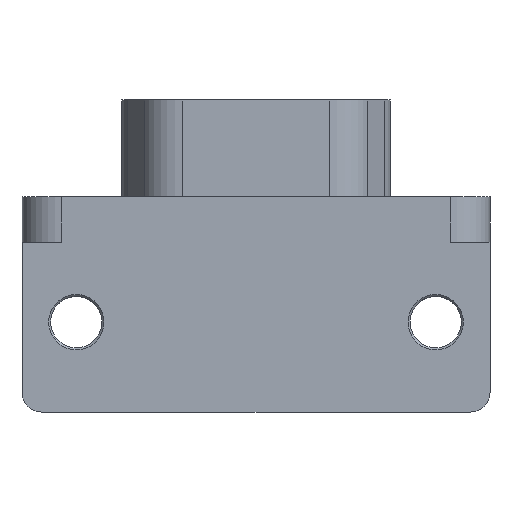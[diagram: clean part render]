
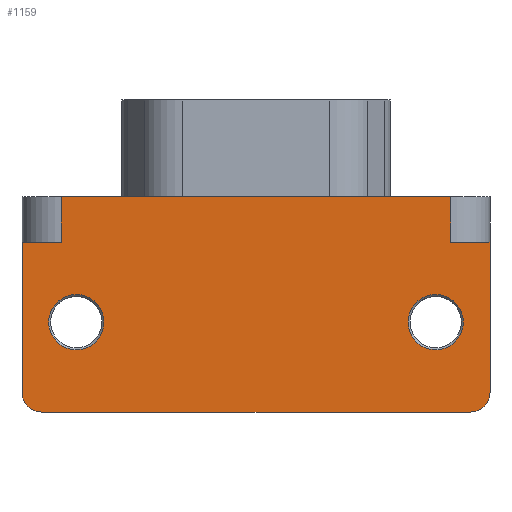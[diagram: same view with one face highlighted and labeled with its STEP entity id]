
A CAD part, front view. The second image highlights one B-rep face of the part: STEP entity #1159.
In plain terms, the highlighted planar face has unit normal (0, -1, 0).
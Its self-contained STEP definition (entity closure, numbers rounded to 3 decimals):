
#625=LINE('',#5788,#829);
#634=LINE('',#5825,#838);
#637=LINE('',#5836,#841);
#661=LINE('',#5905,#865);
#667=LINE('',#5928,#871);
#672=LINE('',#5938,#876);
#675=LINE('',#5943,#879);
#677=LINE('',#5947,#881);
#829=VECTOR('',#4749,1.);
#838=VECTOR('',#4778,1.);
#841=VECTOR('',#4789,1.);
#865=VECTOR('',#4853,1.);
#871=VECTOR('',#4877,1.);
#876=VECTOR('',#4888,1.);
#879=VECTOR('',#4893,1.);
#881=VECTOR('',#4899,1.);
#1159=ADVANCED_FACE('',(#1581,#1582,#1583),#1409,.F.);
#1409=PLANE('',#4333);
#1581=FACE_BOUND('',#1970,.T.);
#1582=FACE_BOUND('',#1971,.T.);
#1583=FACE_BOUND('',#1972,.T.);
#1970=EDGE_LOOP('',(#2564,#2565,#2566,#2567,#2568,#2569,#2570,#2571,#2572,
#2573));
#1971=EDGE_LOOP('',(#2574));
#1972=EDGE_LOOP('',(#2575));
#2564=ORIENTED_EDGE('',*,*,#3719,.T.);
#2565=ORIENTED_EDGE('',*,*,#3669,.T.);
#2566=ORIENTED_EDGE('',*,*,#3651,.T.);
#2567=ORIENTED_EDGE('',*,*,#3674,.T.);
#2568=ORIENTED_EDGE('',*,*,#3724,.F.);
#2569=ORIENTED_EDGE('',*,*,#3727,.F.);
#2570=ORIENTED_EDGE('',*,*,#3714,.T.);
#2571=ORIENTED_EDGE('',*,*,#3708,.F.);
#2572=ORIENTED_EDGE('',*,*,#3713,.T.);
#2573=ORIENTED_EDGE('',*,*,#3729,.T.);
#2574=ORIENTED_EDGE('',*,*,#3730,.T.);
#2575=ORIENTED_EDGE('',*,*,#3731,.T.);
#3301=VERTEX_POINT('',#5789);
#3302=VERTEX_POINT('',#5790);
#3318=VERTEX_POINT('',#5823);
#3321=VERTEX_POINT('',#5834);
#3347=VERTEX_POINT('',#5904);
#3348=VERTEX_POINT('',#5906);
#3351=VERTEX_POINT('',#5914);
#3352=VERTEX_POINT('',#5918);
#3355=VERTEX_POINT('',#5927);
#3358=VERTEX_POINT('',#5939);
#3359=VERTEX_POINT('',#5950);
#3360=VERTEX_POINT('',#5952);
#3651=EDGE_CURVE('',#3301,#3302,#625,.T.);
#3669=EDGE_CURVE('',#3318,#3301,#634,.T.);
#3674=EDGE_CURVE('',#3302,#3321,#637,.T.);
#3708=EDGE_CURVE('',#3347,#3348,#661,.T.);
#3713=EDGE_CURVE('',#3347,#3351,#4115,.T.);
#3714=EDGE_CURVE('',#3352,#3348,#4116,.T.);
#3719=EDGE_CURVE('',#3355,#3318,#667,.T.);
#3724=EDGE_CURVE('',#3358,#3321,#672,.T.);
#3727=EDGE_CURVE('',#3352,#3358,#675,.T.);
#3729=EDGE_CURVE('',#3351,#3355,#677,.T.);
#3730=EDGE_CURVE('',#3359,#3359,#4119,.T.);
#3731=EDGE_CURVE('',#3360,#3360,#4120,.T.);
#4115=CIRCLE('',#4317,1.);
#4116=CIRCLE('',#4319,1.);
#4119=CIRCLE('',#4331,1.4);
#4120=CIRCLE('',#4332,1.4);
#4317=AXIS2_PLACEMENT_3D('',#5915,#4861,#4862);
#4319=AXIS2_PLACEMENT_3D('',#5917,#4865,#4866);
#4331=AXIS2_PLACEMENT_3D('',#5949,#4902,#4903);
#4332=AXIS2_PLACEMENT_3D('',#5951,#4904,#4905);
#4333=AXIS2_PLACEMENT_3D('',#5953,#4906,#4907);
#4749=DIRECTION('',(-1.,0.,0.));
#4778=DIRECTION('',(0.,0.,1.));
#4789=DIRECTION('',(0.,0.,-1.));
#4853=DIRECTION('',(-1.,0.,0.));
#4861=DIRECTION('',(0.,-1.,0.));
#4862=DIRECTION('',(-1.,0.,0.));
#4865=DIRECTION('',(0.,-1.,0.));
#4866=DIRECTION('',(-1.,0.,0.));
#4877=DIRECTION('',(-1.,0.,0.));
#4888=DIRECTION('',(1.,0.,0.));
#4893=DIRECTION('',(0.,0.,1.));
#4899=DIRECTION('',(0.,0.,1.));
#4902=DIRECTION('',(0.,1.,0.));
#4903=DIRECTION('',(0.,0.,-1.));
#4904=DIRECTION('',(0.,1.,0.));
#4905=DIRECTION('',(0.,0.,-1.));
#4906=DIRECTION('',(0.,1.,0.));
#4907=DIRECTION('',(1.,0.,0.));
#5788=CARTESIAN_POINT('',(9.85,-3.9,-0.2));
#5789=CARTESIAN_POINT('',(9.85,-3.9,-0.2));
#5790=CARTESIAN_POINT('',(-9.85,-3.9,-0.2));
#5823=CARTESIAN_POINT('',(9.85,-3.9,-2.5));
#5825=CARTESIAN_POINT('',(9.85,-3.9,-2.5));
#5834=CARTESIAN_POINT('',(-9.85,-3.9,-2.5));
#5836=CARTESIAN_POINT('',(-9.85,-3.9,-2.5));
#5904=CARTESIAN_POINT('',(10.85,-3.9,-11.1));
#5905=CARTESIAN_POINT('',(11.85,-3.9,-11.1));
#5906=CARTESIAN_POINT('',(-10.85,-3.9,-11.1));
#5914=CARTESIAN_POINT('',(11.85,-3.9,-10.1));
#5915=CARTESIAN_POINT('',(10.85,-3.9,-10.1));
#5917=CARTESIAN_POINT('',(-10.85,-3.9,-10.1));
#5918=CARTESIAN_POINT('',(-11.85,-3.9,-10.1));
#5927=CARTESIAN_POINT('',(11.85,-3.9,-2.5));
#5928=CARTESIAN_POINT('',(11.85,-3.9,-2.5));
#5938=CARTESIAN_POINT('',(11.85,-3.9,-2.5));
#5939=CARTESIAN_POINT('',(-11.85,-3.9,-2.5));
#5943=CARTESIAN_POINT('',(-11.85,-3.9,-11.1));
#5947=CARTESIAN_POINT('',(11.85,-3.9,-11.1));
#5949=CARTESIAN_POINT('',(9.1,-3.9,-6.55));
#5950=CARTESIAN_POINT('',(9.1,-3.9,-7.95));
#5951=CARTESIAN_POINT('',(-9.1,-3.9,-6.55));
#5952=CARTESIAN_POINT('',(-9.1,-3.9,-7.95));
#5953=CARTESIAN_POINT('',(11.85,-3.9,-11.1));
